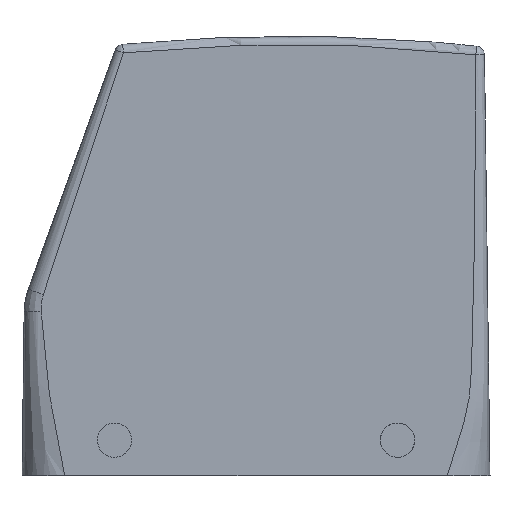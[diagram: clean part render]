
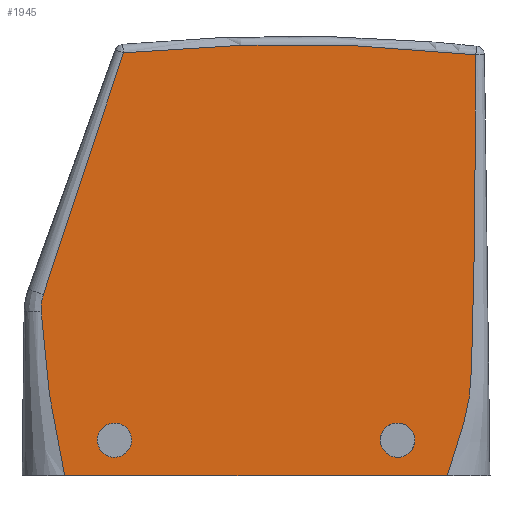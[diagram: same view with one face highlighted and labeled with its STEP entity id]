
A CAD part, left-side view. The second image highlights one B-rep face of the part: STEP entity #1945.
In plain terms, the highlighted planar face has unit normal (-1, 0, 0).
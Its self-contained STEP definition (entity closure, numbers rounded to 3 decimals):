
#1846=AXIS2_PLACEMENT_3D('Plane Axis2P3D',#1843,#1844,#1845) ;
#1898=AXIS2_PLACEMENT_3D('Circle Axis2P3D',#1896,#1897,$) ;
#1911=AXIS2_PLACEMENT_3D('Circle Axis2P3D',#1909,#1910,$) ;
#1920=AXIS2_PLACEMENT_3D('Circle Axis2P3D',#1918,#1919,$) ;
#1929=AXIS2_PLACEMENT_3D('Circle Axis2P3D',#1927,#1928,$) ;
#1938=AXIS2_PLACEMENT_3D('Circle Axis2P3D',#1936,#1937,$) ;
#747=CARTESIAN_POINT('Vertex',(7.5,7.47,0.)) ;
#752=CARTESIAN_POINT('Line Origine',(7.5,40.994,0.)) ;
#756=CARTESIAN_POINT('Vertex',(7.5,74.519,0.)) ;
#1763=CARTESIAN_POINT('Vertex',(7.5,2.477,73.723)) ;
#1767=CARTESIAN_POINT('Control Point',(7.5,2.477,73.723)) ;
#1768=CARTESIAN_POINT('Control Point',(7.5,2.471,72.032)) ;
#1769=CARTESIAN_POINT('Control Point',(7.5,2.467,70.344)) ;
#1770=CARTESIAN_POINT('Control Point',(7.5,2.466,68.654)) ;
#1771=CARTESIAN_POINT('Control Point',(7.5,2.471,61.404)) ;
#1772=CARTESIAN_POINT('Control Point',(7.5,2.525,54.153)) ;
#1773=CARTESIAN_POINT('Control Point',(7.5,2.596,48.603)) ;
#1774=CARTESIAN_POINT('Control Point',(7.5,2.712,40.95)) ;
#1775=CARTESIAN_POINT('Control Point',(7.5,2.86,33.297)) ;
#1776=CARTESIAN_POINT('Control Point',(7.5,2.904,31.195)) ;
#1777=CARTESIAN_POINT('Control Point',(7.5,2.974,28.04)) ;
#1778=CARTESIAN_POINT('Control Point',(7.5,3.055,24.886)) ;
#1779=CARTESIAN_POINT('Control Point',(7.5,3.083,23.835)) ;
#1780=CARTESIAN_POINT('Control Point',(7.5,3.128,22.258)) ;
#1781=CARTESIAN_POINT('Control Point',(7.5,3.177,20.681)) ;
#1782=CARTESIAN_POINT('Control Point',(7.5,3.194,20.155)) ;
#1783=CARTESIAN_POINT('Control Point',(7.5,3.219,19.372)) ;
#1784=CARTESIAN_POINT('Control Point',(7.5,3.246,18.588)) ;
#1785=CARTESIAN_POINT('Control Point',(7.5,3.256,18.305)) ;
#1786=CARTESIAN_POINT('Control Point',(7.5,3.276,17.784)) ;
#1787=CARTESIAN_POINT('Control Point',(7.5,3.299,17.264)) ;
#1788=CARTESIAN_POINT('Control Point',(7.5,3.312,17.001)) ;
#1789=CARTESIAN_POINT('Control Point',(7.5,3.38,15.801)) ;
#1790=CARTESIAN_POINT('Control Point',(7.5,3.491,14.602)) ;
#1791=CARTESIAN_POINT('Control Point',(7.5,3.614,13.668)) ;
#1792=CARTESIAN_POINT('Control Point',(7.5,3.985,11.519)) ;
#1793=CARTESIAN_POINT('Control Point',(7.5,4.529,9.392)) ;
#1794=CARTESIAN_POINT('Control Point',(7.5,4.884,8.19)) ;
#1795=CARTESIAN_POINT('Control Point',(7.5,5.627,5.837)) ;
#1796=CARTESIAN_POINT('Control Point',(7.5,6.398,3.489)) ;
#1797=CARTESIAN_POINT('Control Point',(7.5,6.771,2.329)) ;
#1798=CARTESIAN_POINT('Control Point',(7.5,7.125,1.165)) ;
#1799=CARTESIAN_POINT('Control Point',(7.5,7.47,0.)) ;
#1843=CARTESIAN_POINT('Axis2P3D Location',(7.5,-25.327,-35.689)) ;
#1849=CARTESIAN_POINT('Control Point',(7.5,64.215,74.067)) ;
#1850=CARTESIAN_POINT('Control Point',(7.5,64.362,73.642)) ;
#1851=CARTESIAN_POINT('Control Point',(7.5,64.509,73.218)) ;
#1852=CARTESIAN_POINT('Control Point',(7.5,64.656,72.795)) ;
#1853=CARTESIAN_POINT('Control Point',(7.5,65.242,71.1)) ;
#1854=CARTESIAN_POINT('Control Point',(7.5,65.826,69.405)) ;
#1855=CARTESIAN_POINT('Control Point',(7.5,66.262,68.133)) ;
#1856=CARTESIAN_POINT('Control Point',(7.5,68.432,61.784)) ;
#1857=CARTESIAN_POINT('Control Point',(7.5,70.563,55.426)) ;
#1858=CARTESIAN_POINT('Control Point',(7.5,72.238,50.345)) ;
#1859=CARTESIAN_POINT('Control Point',(7.5,74.462,43.562)) ;
#1860=CARTESIAN_POINT('Control Point',(7.5,76.649,36.769)) ;
#1861=CARTESIAN_POINT('Control Point',(7.5,77.186,35.09)) ;
#1862=CARTESIAN_POINT('Control Point',(7.5,77.726,33.388)) ;
#1863=CARTESIAN_POINT('Control Point',(7.5,78.261,31.686)) ;
#1864=CARTESIAN_POINT('Vertex',(7.5,78.261,31.686)) ;
#1866=CARTESIAN_POINT('Vertex',(7.5,64.215,74.067)) ;
#1870=CARTESIAN_POINT('Control Point',(7.5,78.261,31.686)) ;
#1871=CARTESIAN_POINT('Control Point',(7.5,78.437,31.098)) ;
#1872=CARTESIAN_POINT('Control Point',(7.5,78.564,30.494)) ;
#1873=CARTESIAN_POINT('Control Point',(7.5,78.638,29.883)) ;
#1874=CARTESIAN_POINT('Control Point',(7.5,78.658,29.268)) ;
#1875=CARTESIAN_POINT('Control Point',(7.5,78.625,28.661)) ;
#1876=CARTESIAN_POINT('Vertex',(7.5,78.625,28.661)) ;
#1880=CARTESIAN_POINT('Control Point',(7.5,78.625,28.661)) ;
#1881=CARTESIAN_POINT('Control Point',(7.5,78.536,26.318)) ;
#1882=CARTESIAN_POINT('Control Point',(7.5,78.434,23.974)) ;
#1883=CARTESIAN_POINT('Control Point',(7.5,78.247,21.625)) ;
#1884=CARTESIAN_POINT('Control Point',(7.5,77.766,17.508)) ;
#1885=CARTESIAN_POINT('Control Point',(7.5,77.08,13.412)) ;
#1886=CARTESIAN_POINT('Control Point',(7.5,76.754,11.643)) ;
#1887=CARTESIAN_POINT('Control Point',(7.5,76.197,8.758)) ;
#1888=CARTESIAN_POINT('Control Point',(7.5,75.63,5.874)) ;
#1889=CARTESIAN_POINT('Control Point',(7.5,75.412,4.755)) ;
#1890=CARTESIAN_POINT('Control Point',(7.5,75.102,3.144)) ;
#1891=CARTESIAN_POINT('Control Point',(7.5,74.8,1.531)) ;
#1892=CARTESIAN_POINT('Control Point',(7.5,74.699,0.984)) ;
#1893=CARTESIAN_POINT('Control Point',(7.5,74.608,0.492)) ;
#1894=CARTESIAN_POINT('Control Point',(7.5,74.519,0.)) ;
#1896=CARTESIAN_POINT('Axis2P3D Location',(7.5,35.,-223.)) ;
#1909=CARTESIAN_POINT('Axis2P3D Location',(7.5,65.8,6.2)) ;
#1913=CARTESIAN_POINT('Vertex',(7.5,64.045,5.241)) ;
#1915=CARTESIAN_POINT('Vertex',(7.5,67.555,7.159)) ;
#1918=CARTESIAN_POINT('Axis2P3D Location',(7.5,65.8,6.2)) ;
#1927=CARTESIAN_POINT('Axis2P3D Location',(7.5,16.2,6.2)) ;
#1931=CARTESIAN_POINT('Vertex',(7.5,14.445,7.159)) ;
#1933=CARTESIAN_POINT('Vertex',(7.5,17.955,5.241)) ;
#1936=CARTESIAN_POINT('Axis2P3D Location',(7.5,16.2,6.2)) ;
#753=DIRECTION('Vector Direction',(0.,-1.,0.)) ;
#1844=DIRECTION('Axis2P3D Direction',(-1.,0.,0.)) ;
#1845=DIRECTION('Axis2P3D XDirection',(0.,-0.317,0.949)) ;
#1897=DIRECTION('Axis2P3D Direction',(-1.,0.,0.)) ;
#1910=DIRECTION('Axis2P3D Direction',(-1.,0.,0.)) ;
#1919=DIRECTION('Axis2P3D Direction',(-1.,0.,0.)) ;
#1928=DIRECTION('Axis2P3D Direction',(-1.,0.,0.)) ;
#1937=DIRECTION('Axis2P3D Direction',(-1.,0.,0.)) ;
#754=VECTOR('Line Direction',#753,1.) ;
#1902=ORIENTED_EDGE('',*,*,#1868,.F.) ;
#1903=ORIENTED_EDGE('',*,*,#1878,.F.) ;
#1904=ORIENTED_EDGE('',*,*,#1895,.F.) ;
#1905=ORIENTED_EDGE('',*,*,#758,.T.) ;
#1906=ORIENTED_EDGE('',*,*,#1800,.T.) ;
#1907=ORIENTED_EDGE('',*,*,#1900,.T.) ;
#1924=ORIENTED_EDGE('',*,*,#1917,.F.) ;
#1925=ORIENTED_EDGE('',*,*,#1922,.F.) ;
#1942=ORIENTED_EDGE('',*,*,#1935,.F.) ;
#1943=ORIENTED_EDGE('',*,*,#1940,.F.) ;
#1926=FACE_BOUND('',#1923,.T.) ;
#1944=FACE_BOUND('',#1941,.T.) ;
#1945=ADVANCED_FACE('Hood',(#1908,#1926,#1944),#1847,.T.) ;
#1766=B_SPLINE_CURVE_WITH_KNOTS('',5,(#1767,#1768,#1769,#1770,#1771,#1772,#1773,#1774,#1775,#1776,#1777,#1778,#1779,#1780,#1781,#1782,#1783,#1784,#1785,#1786,#1787,#1788,#1789,#1790,#1791,#1792,#1793,#1794,#1795,#1796,#1797,#1798,#1799),.UNSPECIFIED.,.F.,.U.,(6,3,3,3,3,3,3,3,3,3,6),(37.827,46.32,74.046,84.551,89.804,92.43,93.718,95.032,99.719,105.865,111.847),.UNSPECIFIED.) ;
#1848=B_SPLINE_CURVE_WITH_KNOTS('',5,(#1849,#1850,#1851,#1852,#1853,#1854,#1855,#1856,#1857,#1858,#1859,#1860,#1861,#1862,#1863),.UNSPECIFIED.,.F.,.U.,(6,3,3,3,6),(0.,3.163,12.654,50.533,63.175),.UNSPECIFIED.) ;
#1869=B_SPLINE_CURVE_WITH_KNOTS('',5,(#1870,#1871,#1872,#1873,#1874,#1875),.UNSPECIFIED.,.F.,.U.,(6,6),(0.,4.335),.UNSPECIFIED.) ;
#1879=B_SPLINE_CURVE_WITH_KNOTS('',5,(#1880,#1881,#1882,#1883,#1884,#1885,#1886,#1887,#1888,#1889,#1890,#1891,#1892,#1893,#1894),.UNSPECIFIED.,.F.,.U.,(6,3,3,3,6),(0.,16.656,29.347,37.393,40.922),.UNSPECIFIED.) ;
#1899=CIRCLE('generated circle',#1898,298.5) ;
#1912=CIRCLE('generated circle',#1911,2.) ;
#1921=CIRCLE('generated circle',#1920,2.) ;
#1930=CIRCLE('generated circle',#1929,2.) ;
#1939=CIRCLE('generated circle',#1938,2.) ;
#758=EDGE_CURVE('',#757,#748,#755,.T.) ;
#1800=EDGE_CURVE('',#748,#1764,#1766,.F.) ;
#1868=EDGE_CURVE('',#1865,#1867,#1848,.F.) ;
#1878=EDGE_CURVE('',#1877,#1865,#1869,.F.) ;
#1895=EDGE_CURVE('',#757,#1877,#1879,.F.) ;
#1900=EDGE_CURVE('',#1764,#1867,#1899,.T.) ;
#1917=EDGE_CURVE('',#1914,#1916,#1912,.T.) ;
#1922=EDGE_CURVE('',#1916,#1914,#1921,.T.) ;
#1935=EDGE_CURVE('',#1932,#1934,#1930,.T.) ;
#1940=EDGE_CURVE('',#1934,#1932,#1939,.T.) ;
#1901=EDGE_LOOP('',(#1902,#1903,#1904,#1905,#1906,#1907)) ;
#1923=EDGE_LOOP('',(#1924,#1925)) ;
#1941=EDGE_LOOP('',(#1942,#1943)) ;
#1908=FACE_OUTER_BOUND('',#1901,.T.) ;
#755=LINE('Line',#752,#754) ;
#1847=PLANE('',#1846) ;
#748=VERTEX_POINT('',#747) ;
#757=VERTEX_POINT('',#756) ;
#1764=VERTEX_POINT('',#1763) ;
#1865=VERTEX_POINT('',#1864) ;
#1867=VERTEX_POINT('',#1866) ;
#1877=VERTEX_POINT('',#1876) ;
#1914=VERTEX_POINT('',#1913) ;
#1916=VERTEX_POINT('',#1915) ;
#1932=VERTEX_POINT('',#1931) ;
#1934=VERTEX_POINT('',#1933) ;
